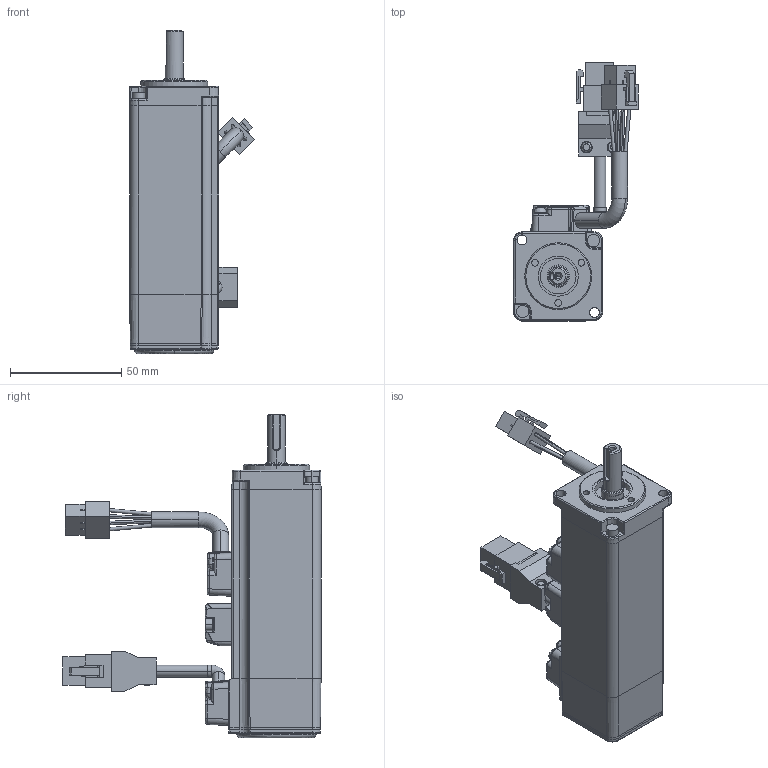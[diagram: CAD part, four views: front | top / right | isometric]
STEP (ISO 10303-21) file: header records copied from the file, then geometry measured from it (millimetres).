
FILE_DESCRIPTION (( 'STEP AP214' ), '1' );
FILE_NAME ('ECM-A3H-CX0401SSX 201B red1 Coord.STEP', '2020-06-10T00:01:15', ( '' ), ( '' ), 'SwSTEP 2.0', 'SolidWorks 2017', '' );
FILE_SCHEMA (( 'AUTOMOTIVE_DESIGN' ));
Length unit declared in the file: inch
Products named in the file (1): ECM-A3H-CX0401SSX 201B red1 Coord
Bounding box: 55.96 x 115.8 x 145.1 mm (x, y, z)
Volume: 209420.7 mm3; surface area: 33125.4 mm2
Topology: 2 solids, 2 shells, 685 faces, 1737 edges, 1092 vertices
Faces by surface type: plane 291, cylinder 232, bspline 55, cone 54, torus 42, sphere 11
Entity records: 26142 total; most frequent: CARTESIAN_POINT 10606, ORIENTED_EDGE 3466, DIRECTION 2826, EDGE_CURVE 1733, VERTEX_POINT 1092, AXIS2_PLACEMENT_3D 990, VECTOR 846, LINE 846
